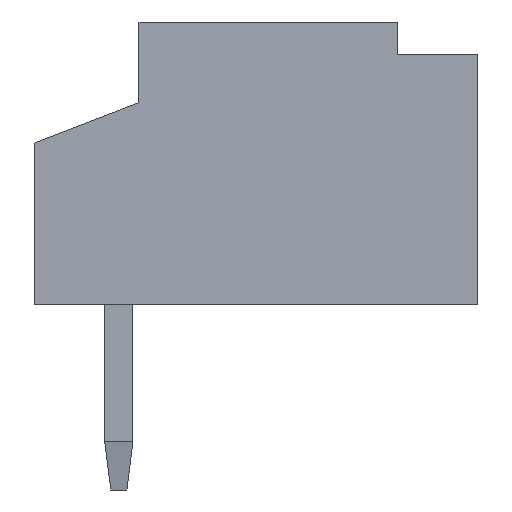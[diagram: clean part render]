
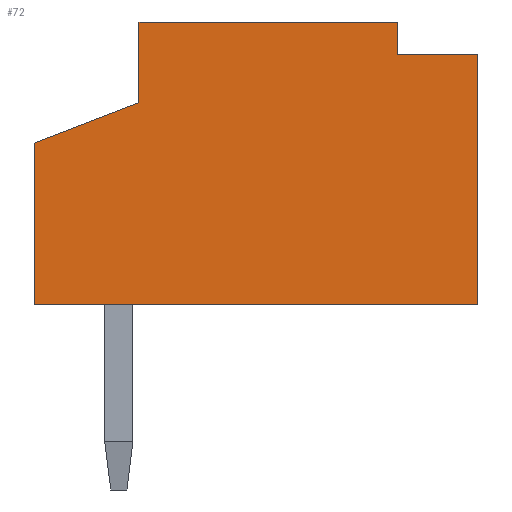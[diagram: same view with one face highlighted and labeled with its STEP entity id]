
A CAD part, left-side view. The second image highlights one B-rep face of the part: STEP entity #72.
In plain terms, the highlighted planar face has unit normal (-1, 0, 0).
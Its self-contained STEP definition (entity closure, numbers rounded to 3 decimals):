
#72=ADVANCED_FACE('',(#289),#183,.F.);
#183=PLANE('',#2150);
#289=FACE_OUTER_BOUND('',#406,.T.);
#406=EDGE_LOOP('',(#666,#667,#668,#669,#670,#671,#672,#673));
#666=ORIENTED_EDGE('',*,*,#1383,.F.);
#667=ORIENTED_EDGE('',*,*,#1391,.F.);
#668=ORIENTED_EDGE('',*,*,#1403,.F.);
#669=ORIENTED_EDGE('',*,*,#1356,.F.);
#670=ORIENTED_EDGE('',*,*,#1280,.F.);
#671=ORIENTED_EDGE('',*,*,#1373,.F.);
#672=ORIENTED_EDGE('',*,*,#1370,.F.);
#673=ORIENTED_EDGE('',*,*,#1367,.F.);
#1092=VERTEX_POINT('',#2791);
#1093=VERTEX_POINT('',#2793);
#1163=VERTEX_POINT('',#2944);
#1172=VERTEX_POINT('',#2965);
#1173=VERTEX_POINT('',#2967);
#1175=VERTEX_POINT('',#2973);
#1185=VERTEX_POINT('',#2997);
#1190=VERTEX_POINT('',#3011);
#1280=EDGE_CURVE('',#1092,#1093,#1571,.T.);
#1356=EDGE_CURVE('',#1093,#1163,#1647,.T.);
#1367=EDGE_CURVE('',#1172,#1173,#1658,.T.);
#1370=EDGE_CURVE('',#1173,#1175,#1661,.T.);
#1373=EDGE_CURVE('',#1175,#1092,#1664,.T.);
#1383=EDGE_CURVE('',#1185,#1172,#1674,.T.);
#1391=EDGE_CURVE('',#1190,#1185,#1682,.T.);
#1403=EDGE_CURVE('',#1163,#1190,#1694,.T.);
#1571=LINE('',#2792,#1856);
#1647=LINE('',#2943,#1932);
#1658=LINE('',#2966,#1943);
#1661=LINE('',#2972,#1946);
#1664=LINE('',#2977,#1949);
#1674=LINE('',#2998,#1959);
#1682=LINE('',#3012,#1967);
#1694=LINE('',#3034,#1979);
#1856=VECTOR('',#2261,1.);
#1932=VECTOR('',#2347,1.);
#1943=VECTOR('',#2362,1.);
#1946=VECTOR('',#2367,1.);
#1949=VECTOR('',#2372,1.);
#1959=VECTOR('',#2384,1.);
#1967=VECTOR('',#2394,1.);
#1979=VECTOR('',#2414,1.);
#2150=AXIS2_PLACEMENT_3D('',#3042,#2424,#2425);
#2261=DIRECTION('',(0.,0.,1.));
#2347=DIRECTION('',(0.,-1.,0.));
#2362=DIRECTION('',(0.,1.,0.));
#2367=DIRECTION('',(0.,0.,1.));
#2372=DIRECTION('',(0.,-0.933,0.359));
#2384=DIRECTION('',(0.,0.,-1.));
#2394=DIRECTION('',(0.,-1.,0.));
#2414=DIRECTION('',(0.,0.,-1.));
#2424=DIRECTION('',(1.,0.,0.));
#2425=DIRECTION('',(0.,0.,-1.));
#2791=CARTESIAN_POINT('',(-2.75,5.2,2.2));
#2792=CARTESIAN_POINT('',(-2.75,5.2,2.2));
#2793=CARTESIAN_POINT('',(-2.75,5.2,3.2));
#2943=CARTESIAN_POINT('',(-2.75,5.2,3.2));
#2944=CARTESIAN_POINT('',(-2.75,2.,3.2));
#2965=CARTESIAN_POINT('',(-2.75,1.,-0.3));
#2966=CARTESIAN_POINT('',(-2.75,1.,-0.3));
#2967=CARTESIAN_POINT('',(-2.75,6.5,-0.3));
#2972=CARTESIAN_POINT('',(-2.75,6.5,-0.3));
#2973=CARTESIAN_POINT('',(-2.75,6.5,1.7));
#2977=CARTESIAN_POINT('',(-2.75,6.5,1.7));
#2997=CARTESIAN_POINT('',(-2.75,1.,2.8));
#2998=CARTESIAN_POINT('',(-2.75,1.,2.8));
#3011=CARTESIAN_POINT('',(-2.75,2.,2.8));
#3012=CARTESIAN_POINT('',(-2.75,2.,2.8));
#3034=CARTESIAN_POINT('',(-2.75,2.,3.2));
#3042=CARTESIAN_POINT('',(-2.75,0.,0.));
